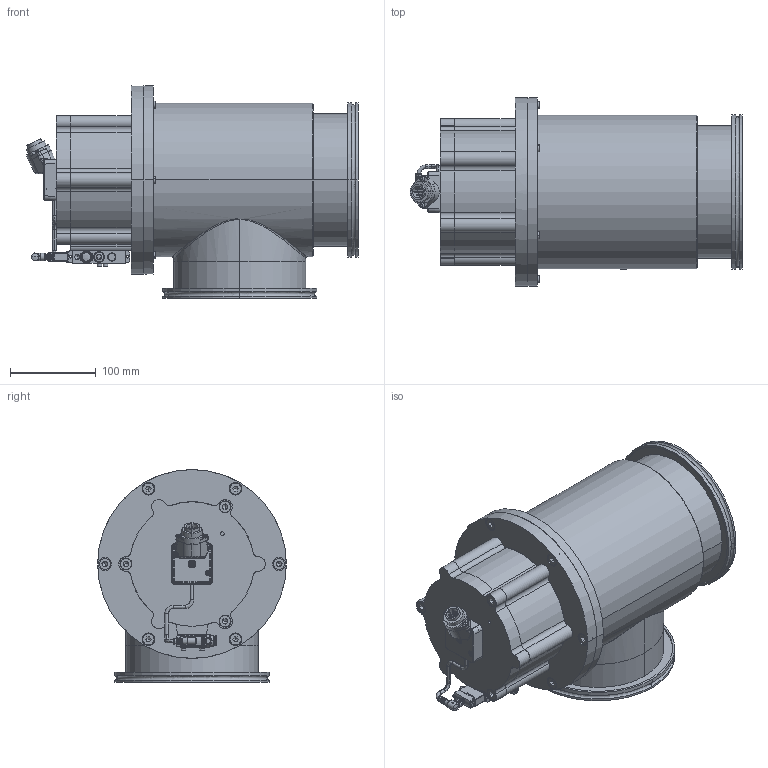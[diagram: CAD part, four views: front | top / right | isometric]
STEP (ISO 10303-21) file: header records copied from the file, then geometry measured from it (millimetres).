
FILE_DESCRIPTION (( 'STEP AP214' ), '1' );
FILE_NAME ('320VEP160-02.step', '2017-07-10T10:00:16', ( 'install' ), ( '' ), 'SwSTEP 2.0', 'SolidWorks 2015', '' );
FILE_SCHEMA (( 'AUTOMOTIVE_DESIGN' ));
Length unit declared in the file: millimetre
Products named in the file (1): 320VEP160-02
Bounding box: 387.04 x 220 x 248 mm (x, y, z)
Volume: 1803507.6 mm3; surface area: 701415.8 mm2
Topology: 59 solids, 66 shells, 2878 faces, 7085 edges, 4395 vertices
Faces by surface type: cylinder 1096, plane 1018, bspline 489, cone 266, torus 9
Entity records: 147278 total; most frequent: CARTESIAN_POINT 51056, ORIENTED_EDGE 13998, DIRECTION 12385, EDGE_CURVE 6999, AXIS2_PLACEMENT_3D 4631, VERTEX_POINT 4395, EDGE_LOOP 3166, LINE 3123
